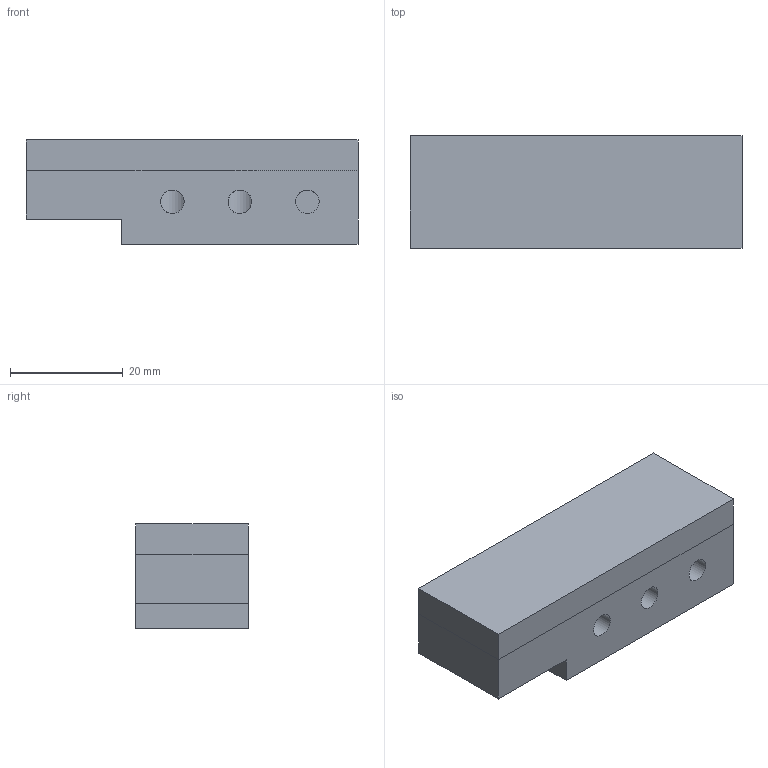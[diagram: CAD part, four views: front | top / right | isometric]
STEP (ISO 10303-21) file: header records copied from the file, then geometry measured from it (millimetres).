
FILE_DESCRIPTION(('FreeCAD Model'),'2;1');
FILE_NAME('sensor-block.stp', '2021-03-04T18:25:07',('Author'),(''), 'Open CASCADE STEP processor 7.3','FreeCAD','Unknown');
FILE_SCHEMA(('AUTOMOTIVE_DESIGN { 1 0 10303 214 1 1 1 1 }'));
Length unit declared in the file: millimetre
Products named in the file (1): SensorBlock
Bounding box: 59 x 20 x 18.5 mm (x, y, z)
Volume: 18016.6 mm3; surface area: 7502.3 mm2
Topology: 1 solids, 1 shells, 82 faces, 179 edges, 115 vertices
Faces by surface type: plane 45, cylinder 29, torus 8
Full cylindrical faces by diameter (mm): 2.5 x8, 3 x8, 4.2 x3, 4.96 x2, 6.4 x2, 8.52 x2
Entity records: 2954 total; most frequent: CARTESIAN_POINT 1034, DIRECTION 435, ORIENTED_EDGE 358, AXIS2_PLACEMENT_3D 184, EDGE_CURVE 179, VERTEX_POINT 115, FACE_BOUND 107, EDGE_LOOP 107
